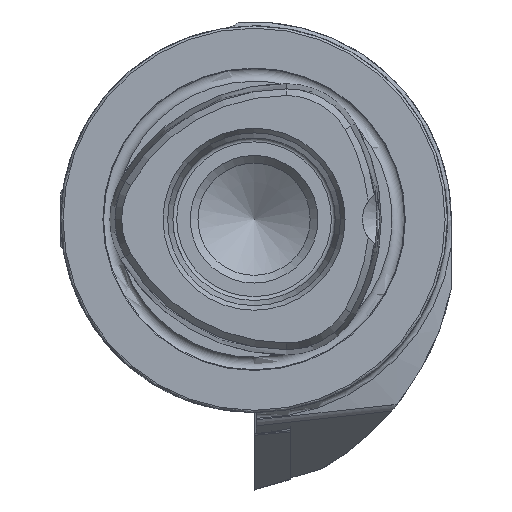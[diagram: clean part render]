
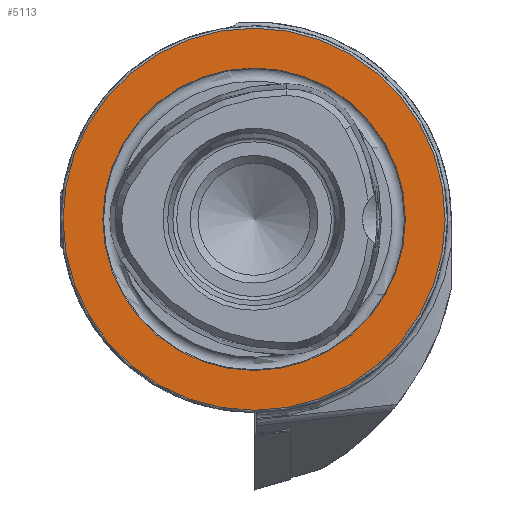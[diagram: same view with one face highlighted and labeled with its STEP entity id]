
A CAD part, left-side view. The second image highlights one B-rep face of the part: STEP entity #5113.
In plain terms, the highlighted planar face has unit normal (-1, 0, 0).
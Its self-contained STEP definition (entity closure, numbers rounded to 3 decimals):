
#610 = DIRECTION ( 'NONE',  ( -1., 0., 0. ) ) ;
#846 = CARTESIAN_POINT ( 'NONE',  ( 0., 0., 19.55 ) ) ;
#1046 = DIRECTION ( 'NONE',  ( -1., 0., 0. ) ) ;
#1555 = ORIENTED_EDGE ( 'NONE', *, *, #1826, .T. ) ;
#1826 = EDGE_CURVE ( 'NONE', #9066, #9066, #3038, .T. ) ;
#3038 = CIRCLE ( 'NONE', #6526, 24.7 ) ;
#3810 = CARTESIAN_POINT ( 'NONE',  ( 0., 19.55, 0. ) ) ;
#3847 = VERTEX_POINT ( 'NONE', #846 ) ;
#4139 = FACE_BOUND ( 'NONE', #4369, .T. ) ;
#4369 = EDGE_LOOP ( 'NONE', ( #9368 ) ) ;
#4401 = AXIS2_PLACEMENT_3D ( 'NONE', #6281, #1046, #6306 ) ;
#5113 = ADVANCED_FACE ( 'NONE', ( #4139, #5895 ), #6097, .F. ) ;
#5236 = AXIS2_PLACEMENT_3D ( 'NONE', #3810, #6722, #8391 ) ;
#5328 = CARTESIAN_POINT ( 'NONE',  ( 0., 0., 24.7 ) ) ;
#5895 = FACE_OUTER_BOUND ( 'NONE', #5903, .T. ) ;
#5903 = EDGE_LOOP ( 'NONE', ( #1555 ) ) ;
#5916 = DIRECTION ( 'NONE',  ( 0., 0., 1. ) ) ;
#6097 = PLANE ( 'NONE',  #5236 ) ;
#6281 = CARTESIAN_POINT ( 'NONE',  ( 0., 0., 0. ) ) ;
#6306 = DIRECTION ( 'NONE',  ( 0., 0., 1. ) ) ;
#6526 = AXIS2_PLACEMENT_3D ( 'NONE', #9816, #610, #5916 ) ;
#6722 = DIRECTION ( 'NONE',  ( 1., 0., 0. ) ) ;
#7734 = CIRCLE ( 'NONE', #4401, 19.55 ) ;
#8110 = EDGE_CURVE ( 'NONE', #3847, #3847, #7734, .T. ) ;
#8391 = DIRECTION ( 'NONE',  ( 0., 0., -1. ) ) ;
#9066 = VERTEX_POINT ( 'NONE', #5328 ) ;
#9368 = ORIENTED_EDGE ( 'NONE', *, *, #8110, .F. ) ;
#9816 = CARTESIAN_POINT ( 'NONE',  ( 0., 0., 0. ) ) ;
